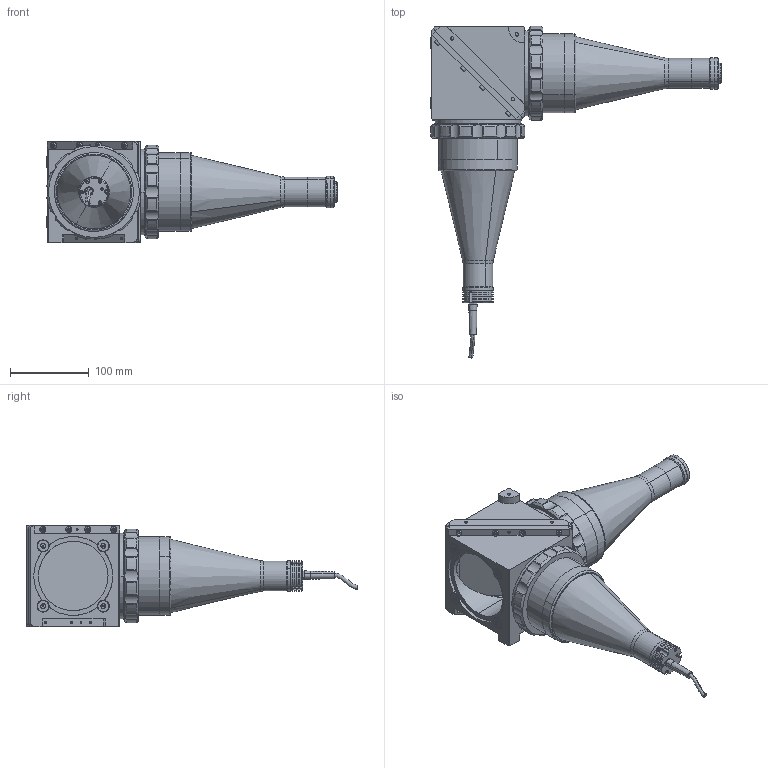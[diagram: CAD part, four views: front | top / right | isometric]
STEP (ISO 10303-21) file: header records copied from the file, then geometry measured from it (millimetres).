
FILE_DESCRIPTION (( 'STEP AP203' ), '1' );
FILE_NAME ('DP71661-C_TCCXQ014-G.step', '2021-11-25T14:27:39', ( '' ), ( '' ), 'SwSTEP 2.0', 'SolidWorks 2021', '' );
FILE_SCHEMA (( 'CONFIG_CONTROL_DESIGN' ));
Length unit declared in the file: millimetre
Products named in the file (1): DP71661-C_TCCXQ014-G
Bounding box: 368.08 x 420.51 x 128 mm (x, y, z)
Surface area: 260343 mm2 (no closed solid volume)
Topology: 0 solids, 67 shells, 644 faces, 1955 edges, 1351 vertices
Faces by surface type: cylinder 322, plane 164, cone 123, bspline 19, torus 16
Entity records: 28224 total; most frequent: CARTESIAN_POINT 11031, DIRECTION 3603, ORIENTED_EDGE 3250, EDGE_CURVE 1933, AXIS2_PLACEMENT_3D 1377, VERTEX_POINT 1351, LINE 849, VECTOR 849
